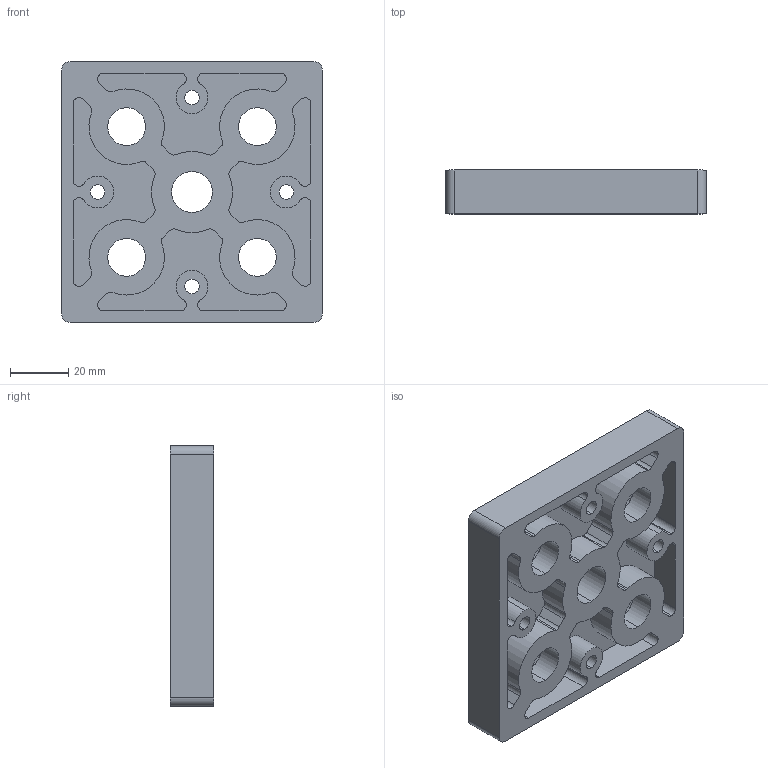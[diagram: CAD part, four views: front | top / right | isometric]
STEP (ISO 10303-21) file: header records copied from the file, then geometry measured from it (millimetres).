
FILE_DESCRIPTION (( 'STEP AP203' ), '1' );
FILE_NAME ('084.405.025.STEP', '2018-03-12T13:28:06', ( '' ), ( '' ), 'SwSTEP 2.0', 'SolidWorks 2016', '' );
FILE_SCHEMA (( 'CONFIG_CONTROL_DESIGN' ));
Length unit declared in the file: millimetre
Products named in the file (1): 084.405.025
Bounding box: 89.9 x 15 x 89.9 mm (x, y, z)
Volume: 75732.8 mm3; surface area: 32400.8 mm2
Topology: 1 solids, 1 shells, 174 faces, 476 edges, 312 vertices
Faces by surface type: cylinder 112, plane 46, cone 16
Entity records: 5725 total; most frequent: DIRECTION 1066, CARTESIAN_POINT 963, ORIENTED_EDGE 952, EDGE_CURVE 476, AXIS2_PLACEMENT_3D 415, VERTEX_POINT 312, CIRCLE 240, VECTOR 236
